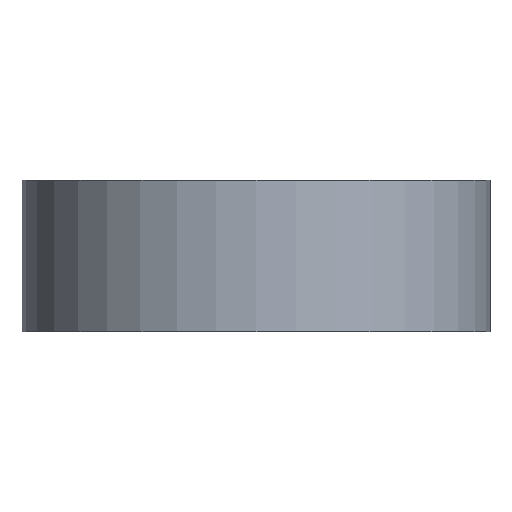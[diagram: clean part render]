
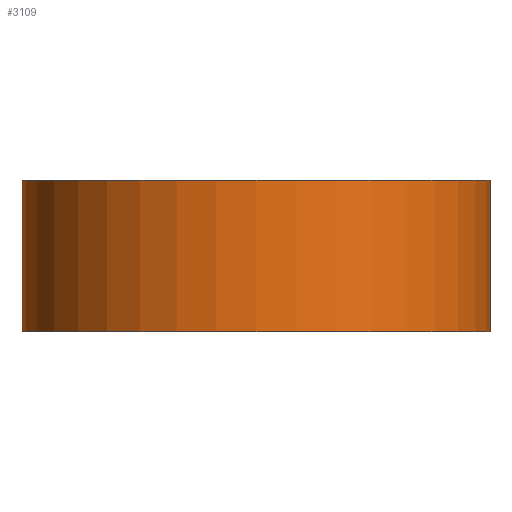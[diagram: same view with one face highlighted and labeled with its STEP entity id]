
A CAD part, left-side view. The second image highlights one B-rep face of the part: STEP entity #3109.
In plain terms, the highlighted cylindrical face has radius 24.75 mm (diameter 49.5 mm), a partial arc.
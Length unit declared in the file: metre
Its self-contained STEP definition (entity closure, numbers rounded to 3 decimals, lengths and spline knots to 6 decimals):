
#47 = DIRECTION ( 'NONE',  ( 0., 0., -1. ) ) ;
#375 = DIRECTION ( 'NONE',  ( 0., 0., 1. ) ) ;
#508 = VECTOR ( 'NONE', #632, 1. ) ;
#606 = CARTESIAN_POINT ( 'NONE',  ( 0., 0., 0.008 ) ) ;
#622 = CYLINDRICAL_SURFACE ( 'NONE', #1277, 0.02475 ) ;
#632 = DIRECTION ( 'NONE',  ( 0., 0., 1. ) ) ;
#850 = DIRECTION ( 'NONE',  ( 0., 0., -1. ) ) ;
#888 = ORIENTED_EDGE ( 'NONE', *, *, #1074, .T. ) ;
#905 = VERTEX_POINT ( 'NONE', #2438 ) ;
#912 = VECTOR ( 'NONE', #850, 1. ) ;
#1034 = VERTEX_POINT ( 'NONE', #3377 ) ;
#1074 = EDGE_CURVE ( 'NONE', #905, #1034, #1092, .T. ) ;
#1090 = ORIENTED_EDGE ( 'NONE', *, *, #2603, .F. ) ;
#1092 = LINE ( 'NONE', #2231, #912 ) ;
#1212 = EDGE_LOOP ( 'NONE', ( #1090, #888, #2829, #2878 ) ) ;
#1277 = AXIS2_PLACEMENT_3D ( 'NONE', #3239, #47, #1829 ) ;
#1496 = AXIS2_PLACEMENT_3D ( 'NONE', #2912, #375, #1511 ) ;
#1511 = DIRECTION ( 'NONE',  ( 1., 0., 0. ) ) ;
#1740 = EDGE_CURVE ( 'NONE', #1034, #2088, #2927, .T. ) ;
#1829 = DIRECTION ( 'NONE',  ( -1., 0., 0. ) ) ;
#2072 = AXIS2_PLACEMENT_3D ( 'NONE', #606, #3481, #3448 ) ;
#2088 = VERTEX_POINT ( 'NONE', #3178 ) ;
#2196 = VERTEX_POINT ( 'NONE', #2869 ) ;
#2231 = CARTESIAN_POINT ( 'NONE',  ( 0.02425, 0.00495, 0.008 ) ) ;
#2342 = CARTESIAN_POINT ( 'NONE',  ( 0.02425, -0.00495, 0.008 ) ) ;
#2438 = CARTESIAN_POINT ( 'NONE',  ( 0.02425, 0.00495, 0.008 ) ) ;
#2603 = EDGE_CURVE ( 'NONE', #905, #2196, #2955, .T. ) ;
#2829 = ORIENTED_EDGE ( 'NONE', *, *, #1740, .T. ) ;
#2869 = CARTESIAN_POINT ( 'NONE',  ( 0.02425, -0.00495, 0.008 ) ) ;
#2878 = ORIENTED_EDGE ( 'NONE', *, *, #3527, .T. ) ;
#2912 = CARTESIAN_POINT ( 'NONE',  ( 0., 0., -0.008 ) ) ;
#2927 = CIRCLE ( 'NONE', #1496, 0.02475 ) ;
#2955 = CIRCLE ( 'NONE', #2072, 0.02475 ) ;
#3109 = ADVANCED_FACE ( 'NONE', ( #3406 ), #622, .T. ) ;
#3178 = CARTESIAN_POINT ( 'NONE',  ( 0.02425, -0.00495, -0.008 ) ) ;
#3215 = LINE ( 'NONE', #2342, #508 ) ;
#3239 = CARTESIAN_POINT ( 'NONE',  ( 0., 0., 0.008 ) ) ;
#3377 = CARTESIAN_POINT ( 'NONE',  ( 0.02425, 0.00495, -0.008 ) ) ;
#3406 = FACE_OUTER_BOUND ( 'NONE', #1212, .T. ) ;
#3448 = DIRECTION ( 'NONE',  ( 1., 0., 0. ) ) ;
#3481 = DIRECTION ( 'NONE',  ( 0., 0., 1. ) ) ;
#3527 = EDGE_CURVE ( 'NONE', #2088, #2196, #3215, .T. ) ;
